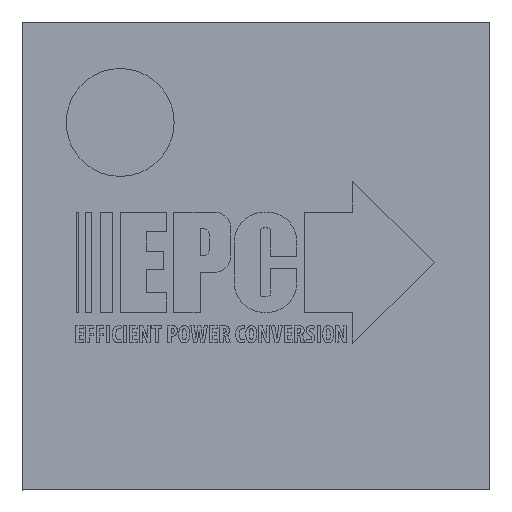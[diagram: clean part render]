
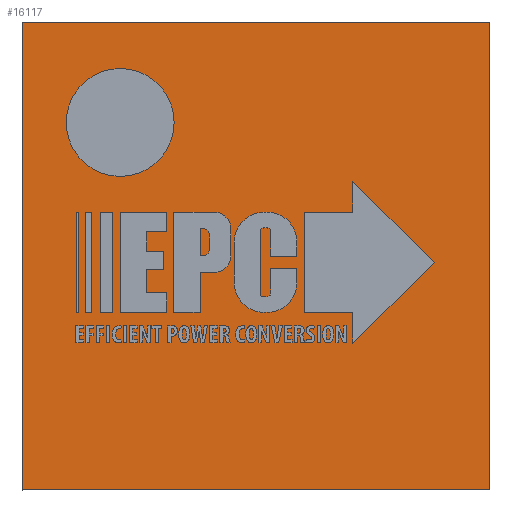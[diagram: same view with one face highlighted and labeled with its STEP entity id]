
A CAD part, top view. The second image highlights one B-rep face of the part: STEP entity #16117.
In plain terms, the highlighted planar face has unit normal (0, 0, 1).
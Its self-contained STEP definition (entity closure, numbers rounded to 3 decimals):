
#15988 = VERTEX_POINT('',#15989);
#15989 = CARTESIAN_POINT('',(0.65,-0.65,0.5));
#15995 = EDGE_CURVE('',#15988,#15996,#15998,.T.);
#15996 = VERTEX_POINT('',#15997);
#15997 = CARTESIAN_POINT('',(-0.65,-0.65,0.5));
#15998 = LINE('',#15999,#16000);
#15999 = CARTESIAN_POINT('',(0.65,-0.65,0.5));
#16000 = VECTOR('',#16001,1.);
#16001 = DIRECTION('',(-1.,0.,0.));
#16026 = EDGE_CURVE('',#15996,#16027,#16029,.T.);
#16027 = VERTEX_POINT('',#16028);
#16028 = CARTESIAN_POINT('',(-0.65,0.65,0.5));
#16029 = LINE('',#16030,#16031);
#16030 = CARTESIAN_POINT('',(-0.65,-0.65,0.5));
#16031 = VECTOR('',#16032,1.);
#16032 = DIRECTION('',(0.,1.,0.));
#16057 = EDGE_CURVE('',#16027,#16058,#16060,.T.);
#16058 = VERTEX_POINT('',#16059);
#16059 = CARTESIAN_POINT('',(0.65,0.65,0.5));
#16060 = LINE('',#16061,#16062);
#16061 = CARTESIAN_POINT('',(-0.65,0.65,0.5));
#16062 = VECTOR('',#16063,1.);
#16063 = DIRECTION('',(1.,0.,0.));
#16088 = EDGE_CURVE('',#16058,#15988,#16089,.T.);
#16089 = LINE('',#16090,#16091);
#16090 = CARTESIAN_POINT('',(0.65,0.65,0.5));
#16091 = VECTOR('',#16092,1.);
#16092 = DIRECTION('',(0.,-1.,0.));
#16117 = ADVANCED_FACE('',(#16118),#16124,.T.);
#16118 = FACE_BOUND('',#16119,.F.);
#16119 = EDGE_LOOP('',(#16120,#16121,#16122,#16123));
#16120 = ORIENTED_EDGE('',*,*,#15995,.T.);
#16121 = ORIENTED_EDGE('',*,*,#16026,.T.);
#16122 = ORIENTED_EDGE('',*,*,#16057,.T.);
#16123 = ORIENTED_EDGE('',*,*,#16088,.T.);
#16124 = PLANE('',#16125);
#16125 = AXIS2_PLACEMENT_3D('',#16126,#16127,#16128);
#16126 = CARTESIAN_POINT('',(0.65,-0.65,0.5));
#16127 = DIRECTION('',(0.,0.,1.));
#16128 = DIRECTION('',(1.,0.,-0.));
